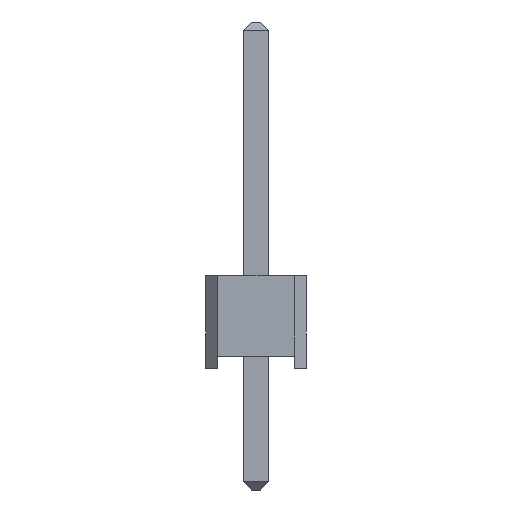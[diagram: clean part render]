
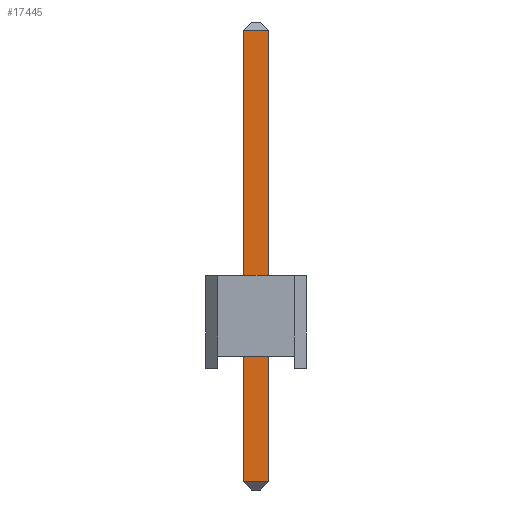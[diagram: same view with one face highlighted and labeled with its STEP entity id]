
A CAD part, left-side view. The second image highlights one B-rep face of the part: STEP entity #17445.
In plain terms, the highlighted planar face has unit normal (-1, 0, 0).
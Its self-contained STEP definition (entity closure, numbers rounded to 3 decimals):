
#17092 = PLANE('',#17093);
#17093 = AXIS2_PLACEMENT_3D('',#17094,#17095,#17096);
#17094 = CARTESIAN_POINT('',(-0.32,0.32,-3.));
#17095 = DIRECTION('',(-0.,1.,0.));
#17096 = DIRECTION('',(0.,0.,1.));
#17117 = VERTEX_POINT('',#17118);
#17118 = CARTESIAN_POINT('',(-0.32,0.32,-2.8));
#17144 = EDGE_CURVE('',#17117,#17145,#17147,.T.);
#17145 = VERTEX_POINT('',#17146);
#17146 = CARTESIAN_POINT('',(-0.32,0.32,8.34));
#17147 = SURFACE_CURVE('',#17148,(#17152,#17159),.PCURVE_S1.);
#17148 = LINE('',#17149,#17150);
#17149 = CARTESIAN_POINT('',(-0.32,0.32,-3.));
#17150 = VECTOR('',#17151,1.);
#17151 = DIRECTION('',(0.,-0.,1.));
#17152 = PCURVE('',#17092,#17153);
#17153 = DEFINITIONAL_REPRESENTATION('',(#17154),#17158);
#17154 = LINE('',#17155,#17156);
#17155 = CARTESIAN_POINT('',(0.,0.));
#17156 = VECTOR('',#17157,1.);
#17157 = DIRECTION('',(1.,0.));
#17158 = ( GEOMETRIC_REPRESENTATION_CONTEXT(2) 
PARAMETRIC_REPRESENTATION_CONTEXT() REPRESENTATION_CONTEXT('2D SPACE',''
  ) );
#17159 = PCURVE('',#17160,#17165);
#17160 = PLANE('',#17161);
#17161 = AXIS2_PLACEMENT_3D('',#17162,#17163,#17164);
#17162 = CARTESIAN_POINT('',(-0.32,-0.32,-3.));
#17163 = DIRECTION('',(-1.,0.,0.));
#17164 = DIRECTION('',(0.,0.,1.));
#17165 = DEFINITIONAL_REPRESENTATION('',(#17166),#17170);
#17166 = LINE('',#17167,#17168);
#17167 = CARTESIAN_POINT('',(0.,0.64));
#17168 = VECTOR('',#17169,1.);
#17169 = DIRECTION('',(1.,0.));
#17170 = ( GEOMETRIC_REPRESENTATION_CONTEXT(2) 
PARAMETRIC_REPRESENTATION_CONTEXT() REPRESENTATION_CONTEXT('2D SPACE',''
  ) );
#17272 = PLANE('',#17273);
#17273 = AXIS2_PLACEMENT_3D('',#17274,#17275,#17276);
#17274 = CARTESIAN_POINT('',(-0.22,-0.32,-2.9));
#17275 = DIRECTION('',(0.707,0.,0.707));
#17276 = DIRECTION('',(0.707,0.,-0.707));
#17305 = PLANE('',#17306);
#17306 = AXIS2_PLACEMENT_3D('',#17307,#17308,#17309);
#17307 = CARTESIAN_POINT('',(0.32,-0.32,-3.));
#17308 = DIRECTION('',(0.,-1.,0.));
#17309 = DIRECTION('',(0.,-0.,-1.));
#17385 = PLANE('',#17386);
#17386 = AXIS2_PLACEMENT_3D('',#17387,#17388,#17389);
#17387 = CARTESIAN_POINT('',(-0.22,-0.32,8.44));
#17388 = DIRECTION('',(-0.707,0.,0.707));
#17389 = DIRECTION('',(0.707,0.,0.707));
#17445 = ADVANCED_FACE('',(#17446),#17160,.T.);
#17446 = FACE_BOUND('',#17447,.T.);
#17447 = EDGE_LOOP('',(#17448,#17449,#17472,#17495));
#17448 = ORIENTED_EDGE('',*,*,#17144,.F.);
#17449 = ORIENTED_EDGE('',*,*,#17450,.T.);
#17450 = EDGE_CURVE('',#17117,#17451,#17453,.T.);
#17451 = VERTEX_POINT('',#17452);
#17452 = CARTESIAN_POINT('',(-0.32,-0.32,-2.8));
#17453 = SURFACE_CURVE('',#17454,(#17458,#17465),.PCURVE_S1.);
#17454 = LINE('',#17455,#17456);
#17455 = CARTESIAN_POINT('',(-0.32,-0.32,-2.8));
#17456 = VECTOR('',#17457,1.);
#17457 = DIRECTION('',(-0.,-1.,0.));
#17458 = PCURVE('',#17160,#17459);
#17459 = DEFINITIONAL_REPRESENTATION('',(#17460),#17464);
#17460 = LINE('',#17461,#17462);
#17461 = CARTESIAN_POINT('',(0.2,0.));
#17462 = VECTOR('',#17463,1.);
#17463 = DIRECTION('',(0.,-1.));
#17464 = ( GEOMETRIC_REPRESENTATION_CONTEXT(2) 
PARAMETRIC_REPRESENTATION_CONTEXT() REPRESENTATION_CONTEXT('2D SPACE',''
  ) );
#17465 = PCURVE('',#17272,#17466);
#17466 = DEFINITIONAL_REPRESENTATION('',(#17467),#17471);
#17467 = LINE('',#17468,#17469);
#17468 = CARTESIAN_POINT('',(-0.141,0.));
#17469 = VECTOR('',#17470,1.);
#17470 = DIRECTION('',(-0.,-1.));
#17471 = ( GEOMETRIC_REPRESENTATION_CONTEXT(2) 
PARAMETRIC_REPRESENTATION_CONTEXT() REPRESENTATION_CONTEXT('2D SPACE',''
  ) );
#17472 = ORIENTED_EDGE('',*,*,#17473,.T.);
#17473 = EDGE_CURVE('',#17451,#17474,#17476,.T.);
#17474 = VERTEX_POINT('',#17475);
#17475 = CARTESIAN_POINT('',(-0.32,-0.32,8.34));
#17476 = SURFACE_CURVE('',#17477,(#17481,#17488),.PCURVE_S1.);
#17477 = LINE('',#17478,#17479);
#17478 = CARTESIAN_POINT('',(-0.32,-0.32,-3.));
#17479 = VECTOR('',#17480,1.);
#17480 = DIRECTION('',(0.,0.,1.));
#17481 = PCURVE('',#17160,#17482);
#17482 = DEFINITIONAL_REPRESENTATION('',(#17483),#17487);
#17483 = LINE('',#17484,#17485);
#17484 = CARTESIAN_POINT('',(0.,0.));
#17485 = VECTOR('',#17486,1.);
#17486 = DIRECTION('',(1.,0.));
#17487 = ( GEOMETRIC_REPRESENTATION_CONTEXT(2) 
PARAMETRIC_REPRESENTATION_CONTEXT() REPRESENTATION_CONTEXT('2D SPACE',''
  ) );
#17488 = PCURVE('',#17305,#17489);
#17489 = DEFINITIONAL_REPRESENTATION('',(#17490),#17494);
#17490 = LINE('',#17491,#17492);
#17491 = CARTESIAN_POINT('',(-0.,-0.64));
#17492 = VECTOR('',#17493,1.);
#17493 = DIRECTION('',(-1.,0.));
#17494 = ( GEOMETRIC_REPRESENTATION_CONTEXT(2) 
PARAMETRIC_REPRESENTATION_CONTEXT() REPRESENTATION_CONTEXT('2D SPACE',''
  ) );
#17495 = ORIENTED_EDGE('',*,*,#17496,.T.);
#17496 = EDGE_CURVE('',#17474,#17145,#17497,.T.);
#17497 = SURFACE_CURVE('',#17498,(#17502,#17509),.PCURVE_S1.);
#17498 = LINE('',#17499,#17500);
#17499 = CARTESIAN_POINT('',(-0.32,-0.32,8.34));
#17500 = VECTOR('',#17501,1.);
#17501 = DIRECTION('',(0.,1.,-0.));
#17502 = PCURVE('',#17160,#17503);
#17503 = DEFINITIONAL_REPRESENTATION('',(#17504),#17508);
#17504 = LINE('',#17505,#17506);
#17505 = CARTESIAN_POINT('',(11.34,0.));
#17506 = VECTOR('',#17507,1.);
#17507 = DIRECTION('',(0.,1.));
#17508 = ( GEOMETRIC_REPRESENTATION_CONTEXT(2) 
PARAMETRIC_REPRESENTATION_CONTEXT() REPRESENTATION_CONTEXT('2D SPACE',''
  ) );
#17509 = PCURVE('',#17385,#17510);
#17510 = DEFINITIONAL_REPRESENTATION('',(#17511),#17515);
#17511 = LINE('',#17512,#17513);
#17512 = CARTESIAN_POINT('',(-0.141,0.));
#17513 = VECTOR('',#17514,1.);
#17514 = DIRECTION('',(0.,1.));
#17515 = ( GEOMETRIC_REPRESENTATION_CONTEXT(2) 
PARAMETRIC_REPRESENTATION_CONTEXT() REPRESENTATION_CONTEXT('2D SPACE',''
  ) );
